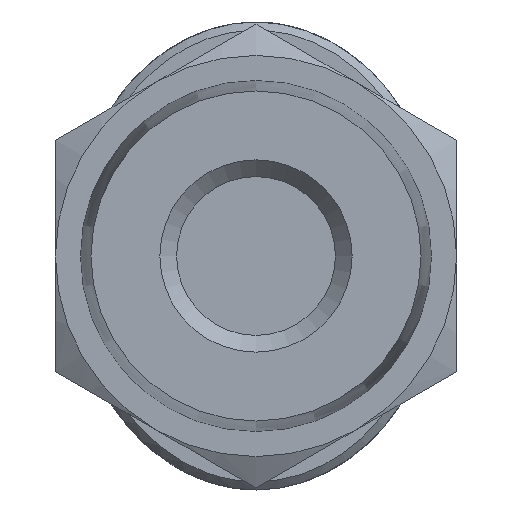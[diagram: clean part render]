
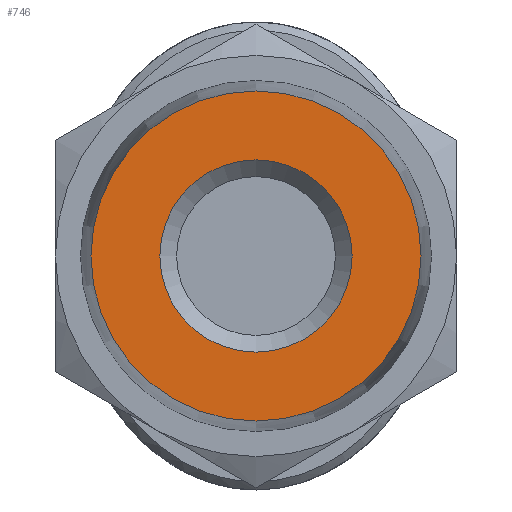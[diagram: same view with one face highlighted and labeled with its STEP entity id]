
A CAD part, front view. The second image highlights one B-rep face of the part: STEP entity #746.
In plain terms, the highlighted planar face has unit normal (0, -1, 0).
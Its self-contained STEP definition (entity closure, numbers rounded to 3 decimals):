
#76=PLANE('',#804);
#164=ORIENTED_EDGE('',*,*,#248,.T.);
#165=ORIENTED_EDGE('',*,*,#203,.F.);
#203=EDGE_CURVE('',#263,#263,#305,.T.);
#248=EDGE_CURVE('',#290,#290,#320,.T.);
#263=VERTEX_POINT('',#963);
#290=VERTEX_POINT('',#1127);
#305=CIRCLE('',#770,4.937);
#320=CIRCLE('',#805,2.875);
#353=EDGE_LOOP('',(#164));
#354=EDGE_LOOP('',(#165));
#409=FACE_BOUND('',#353,.T.);
#410=FACE_BOUND('',#354,.T.);
#746=ADVANCED_FACE('',(#409,#410),#76,.F.);
#770=AXIS2_PLACEMENT_3D('',#962,#834,#835);
#804=AXIS2_PLACEMENT_3D('',#1125,#908,#909);
#805=AXIS2_PLACEMENT_3D('',#1126,#910,#911);
#834=DIRECTION('',(0.,1.,0.));
#835=DIRECTION('',(0.,0.,1.));
#908=DIRECTION('',(0.,1.,0.));
#909=DIRECTION('',(0.,0.,1.));
#910=DIRECTION('',(0.,1.,0.));
#911=DIRECTION('',(0.,0.,1.));
#962=CARTESIAN_POINT('',(0.,-7.78,0.));
#963=CARTESIAN_POINT('',(0.,-7.78,4.937));
#1125=CARTESIAN_POINT('',(0.,-7.78,0.));
#1126=CARTESIAN_POINT('',(0.,-7.78,0.));
#1127=CARTESIAN_POINT('',(0.,-7.78,2.875));
